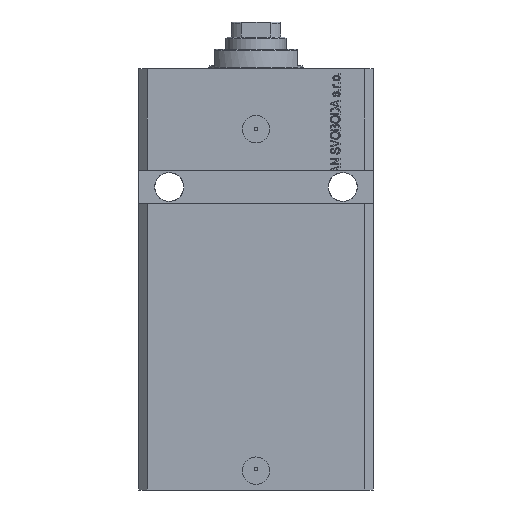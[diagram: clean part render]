
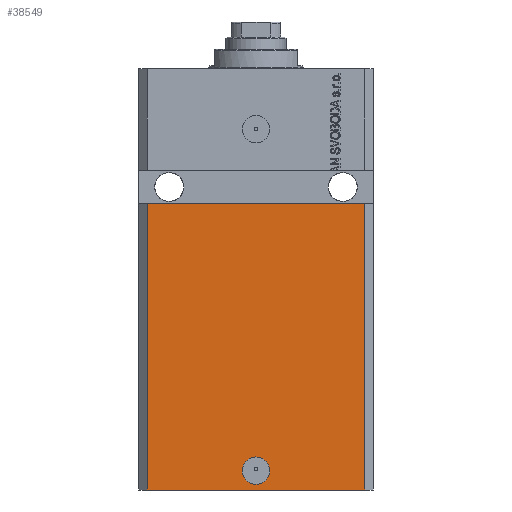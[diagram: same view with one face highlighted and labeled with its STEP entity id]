
A CAD part, front view. The second image highlights one B-rep face of the part: STEP entity #38549.
In plain terms, the highlighted planar face has unit normal (0, -1, 0).
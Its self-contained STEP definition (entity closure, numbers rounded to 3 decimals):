
#8 = CARTESIAN_POINT ( 'NONE',  ( -39.5, -31.5, -153. ) ) ;
#278 = DIRECTION ( 'NONE',  ( 0., 0., 1. ) ) ;
#1774 = ORIENTED_EDGE ( 'NONE', *, *, #46697, .F. ) ;
#2842 = CARTESIAN_POINT ( 'NONE',  ( 5., -31.5, -146. ) ) ;
#3178 = LINE ( 'NONE', #8, #32430 ) ;
#3860 = ORIENTED_EDGE ( 'NONE', *, *, #47677, .F. ) ;
#5956 = CARTESIAN_POINT ( 'NONE',  ( 0., -31.5, -146. ) ) ;
#6248 = VERTEX_POINT ( 'NONE', #45406 ) ;
#6335 = ORIENTED_EDGE ( 'NONE', *, *, #29681, .F. ) ;
#6712 = PLANE ( 'NONE',  #17630 ) ;
#6822 = DIRECTION ( 'NONE',  ( 1., 0., 0. ) ) ;
#6914 = EDGE_CURVE ( 'NONE', #14141, #6248, #41398, .T. ) ;
#9363 = AXIS2_PLACEMENT_3D ( 'NONE', #24425, #39262, #35606 ) ;
#10130 = ORIENTED_EDGE ( 'NONE', *, *, #37106, .T. ) ;
#10357 = FACE_OUTER_BOUND ( 'NONE', #35395, .T. ) ;
#12288 = DIRECTION ( 'NONE',  ( 0., -1., 0. ) ) ;
#13344 = CARTESIAN_POINT ( 'NONE',  ( -5., -31.5, -146. ) ) ;
#14141 = VERTEX_POINT ( 'NONE', #35783 ) ;
#15105 = VECTOR ( 'NONE', #47016, 1000. ) ;
#15462 = CARTESIAN_POINT ( 'NONE',  ( -39.5, -31.5, -153. ) ) ;
#17150 = DIRECTION ( 'NONE',  ( 0., -1., 0. ) ) ;
#17334 = CARTESIAN_POINT ( 'NONE',  ( -42.5, -31.5, -49. ) ) ;
#17630 = AXIS2_PLACEMENT_3D ( 'NONE', #15462, #12288, #27127 ) ;
#18100 = LINE ( 'NONE', #32942, #20004 ) ;
#18208 = CARTESIAN_POINT ( 'NONE',  ( 39.5, -31.5, -153. ) ) ;
#18302 = ORIENTED_EDGE ( 'NONE', *, *, #40085, .T. ) ;
#19837 = ORIENTED_EDGE ( 'NONE', *, *, #6914, .F. ) ;
#20004 = VECTOR ( 'NONE', #43660, 1000. ) ;
#21792 = CIRCLE ( 'NONE', #38083, 5. ) ;
#22908 = VERTEX_POINT ( 'NONE', #13344 ) ;
#24425 = CARTESIAN_POINT ( 'NONE',  ( 0., -31.5, -146. ) ) ;
#26342 = VERTEX_POINT ( 'NONE', #34361 ) ;
#26821 = VERTEX_POINT ( 'NONE', #18208 ) ;
#27023 = EDGE_LOOP ( 'NONE', ( #3860, #1774 ) ) ;
#27127 = DIRECTION ( 'NONE',  ( 0., 0., -1. ) ) ;
#29681 = EDGE_CURVE ( 'NONE', #6248, #26342, #35820, .T. ) ;
#31979 = DIRECTION ( 'NONE',  ( 1., 0., 0. ) ) ;
#32430 = VECTOR ( 'NONE', #6822, 1000. ) ;
#32658 = CIRCLE ( 'NONE', #9363, 5. ) ;
#32942 = CARTESIAN_POINT ( 'NONE',  ( 39.5, -31.5, -153. ) ) ;
#33595 = CARTESIAN_POINT ( 'NONE',  ( -39.5, -31.5, -153. ) ) ;
#34361 = CARTESIAN_POINT ( 'NONE',  ( 39.5, -31.5, -49. ) ) ;
#35395 = EDGE_LOOP ( 'NONE', ( #6335, #19837, #10130, #18302 ) ) ;
#35606 = DIRECTION ( 'NONE',  ( 1., 0., 0. ) ) ;
#35783 = CARTESIAN_POINT ( 'NONE',  ( -39.5, -31.5, -153. ) ) ;
#35820 = LINE ( 'NONE', #17334, #15105 ) ;
#37106 = EDGE_CURVE ( 'NONE', #14141, #26821, #3178, .T. ) ;
#38083 = AXIS2_PLACEMENT_3D ( 'NONE', #5956, #17150, #31979 ) ;
#38549 = ADVANCED_FACE ( 'NONE', ( #47826, #10357 ), #6712, .T. ) ;
#39262 = DIRECTION ( 'NONE',  ( 0., -1., 0. ) ) ;
#40085 = EDGE_CURVE ( 'NONE', #26821, #26342, #18100, .T. ) ;
#41398 = LINE ( 'NONE', #33595, #42211 ) ;
#42211 = VECTOR ( 'NONE', #278, 1000. ) ;
#43660 = DIRECTION ( 'NONE',  ( 0., 0., 1. ) ) ;
#43695 = VERTEX_POINT ( 'NONE', #2842 ) ;
#45406 = CARTESIAN_POINT ( 'NONE',  ( -39.5, -31.5, -49. ) ) ;
#46697 = EDGE_CURVE ( 'NONE', #22908, #43695, #21792, .T. ) ;
#47016 = DIRECTION ( 'NONE',  ( 1., 0., 0. ) ) ;
#47677 = EDGE_CURVE ( 'NONE', #43695, #22908, #32658, .T. ) ;
#47826 = FACE_BOUND ( 'NONE', #27023, .T. ) ;
